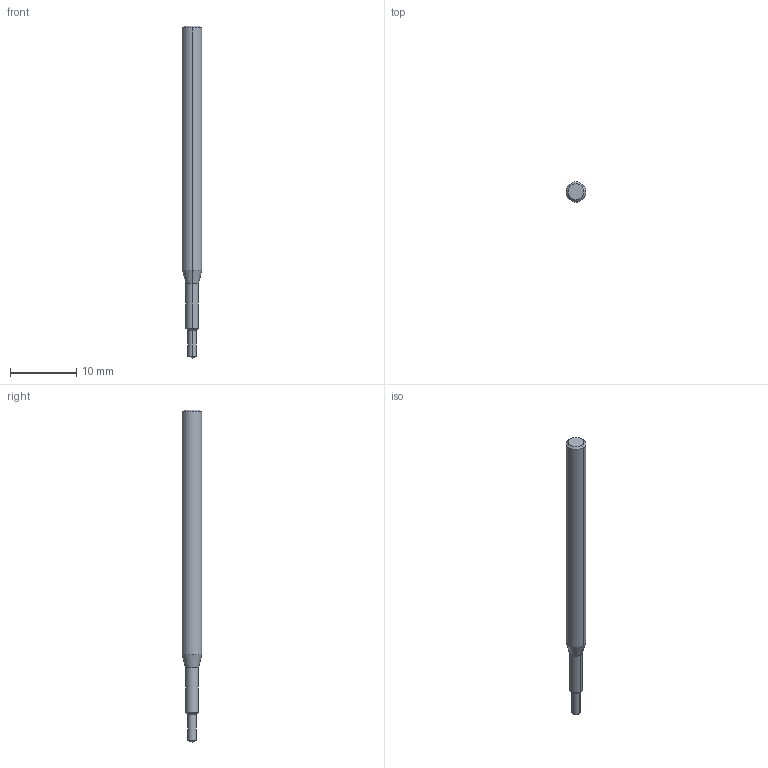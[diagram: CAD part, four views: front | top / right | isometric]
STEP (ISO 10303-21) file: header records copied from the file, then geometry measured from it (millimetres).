
FILE_DESCRIPTION(('STEP AP214'),'1');
FILE_NAME('607894401-000-01-E43.stp','2024-07-24T11:29:59',(' '),(' '),'Spatial InterOp 3D',' ',' ');
FILE_SCHEMA(('AUTOMOTIVE_DESIGN { 1 0 10303 214 1 1 1 1 }'));
Length unit declared in the file: millimetre
Products named in the file (1): 1
Bounding box: 3 x 3 x 50 mm (x, y, z)
Volume: 295.7 mm3; surface area: 435.3 mm2
Topology: 2 solids, 2 shells, 19 faces, 50 edges, 34 vertices
Faces by surface type: cone 10, cylinder 6, plane 3
Entity records: 747 total; most frequent: DIRECTION 112, CARTESIAN_POINT 92, ORIENTED_EDGE 68, AXIS2_PLACEMENT_3D 43, EDGE_CURVE 34, LINE 30, VECTOR 30, STYLED_ITEM 22
